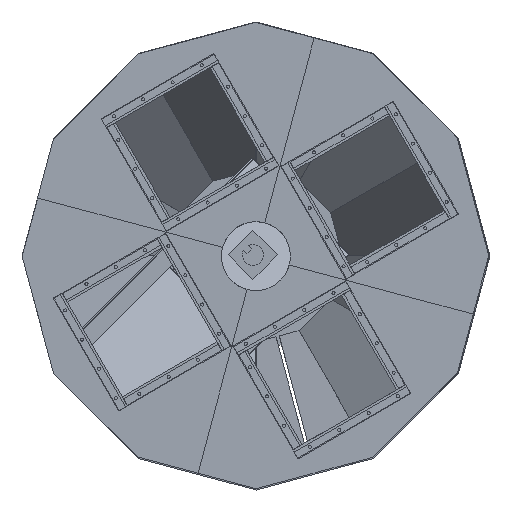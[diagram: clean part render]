
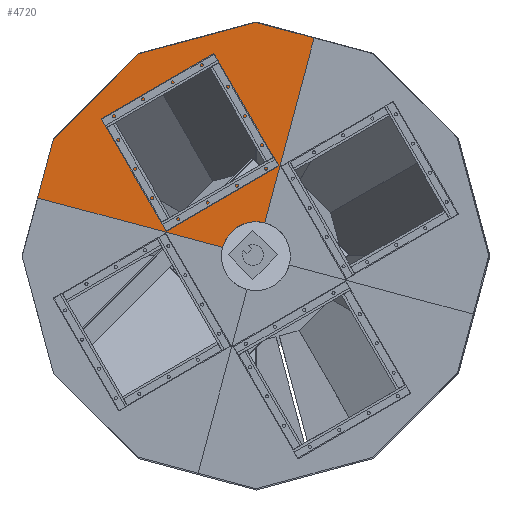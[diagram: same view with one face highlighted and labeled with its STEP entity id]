
A CAD part, front view. The second image highlights one B-rep face of the part: STEP entity #4720.
In plain terms, the highlighted free-form (B-spline) face has degree [1, 1] with [2, 2] control points.
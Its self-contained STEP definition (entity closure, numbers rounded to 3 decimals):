
#4505 = VERTEX_POINT('',#4506);
#4506 = CARTESIAN_POINT('',(85.798,1187.353,
    2977.852));
#4512 = EDGE_CURVE('',#4505,#4513,#4515,.T.);
#4513 = VERTEX_POINT('',#4514);
#4514 = CARTESIAN_POINT('',(396.685,1187.494,
    3157.841));
#4515 = ( BOUNDED_CURVE() B_SPLINE_CURVE(2,(#4516,#4517,#4518),
.UNSPECIFIED.,.F.,.F.) B_SPLINE_CURVE_WITH_KNOTS((3,3),(0.785,
2.356),.PIECEWISE_BEZIER_KNOTS.) CURVE() 
GEOMETRIC_REPRESENTATION_ITEM() RATIONAL_B_SPLINE_CURVE((1.,
0.707,1.)) REPRESENTATION_ITEM('') );
#4516 = CARTESIAN_POINT('',(85.798,1187.353,
    2977.852));
#4517 = CARTESIAN_POINT('',(151.247,1187.16,
    3223.29));
#4518 = CARTESIAN_POINT('',(396.685,1187.494,
    3157.841));
#4690 = EDGE_CURVE('',#4691,#4505,#4693,.T.);
#4691 = VERTEX_POINT('',#4692);
#4692 = CARTESIAN_POINT('',(-1276.722,1185.5,
    3341.183));
#4693 = B_SPLINE_CURVE_WITH_KNOTS('',1,(#4694,#4695),.UNSPECIFIED.,.F.,
  .F.,(2,2),(-1310.278,-200.),.PIECEWISE_BEZIER_KNOTS.);
#4694 = CARTESIAN_POINT('',(-1276.722,1185.5,
    3341.183));
#4695 = CARTESIAN_POINT('',(85.798,1187.353,
    2977.852));
#4720 = ADVANCED_FACE('',(#4721,#4751),#4788,.T.);
#4721 = FACE_BOUND('',#4722,.T.);
#4722 = EDGE_LOOP('',(#4723,#4732,#4739,#4746));
#4723 = ORIENTED_EDGE('',*,*,#4724,.F.);
#4724 = EDGE_CURVE('',#4725,#4727,#4729,.T.);
#4725 = VERTEX_POINT('',#4726);
#4726 = CARTESIAN_POINT('',(-705.009,1185.517,
    3897.441));
#4727 = VERTEX_POINT('',#4728);
#4728 = CARTESIAN_POINT('',(-300.923,1186.7,
    3199.481));
#4729 = B_SPLINE_CURVE_WITH_KNOTS('',1,(#4730,#4731),.UNSPECIFIED.,.F.,
  .F.,(2,2),(-635.,0.),.PIECEWISE_BEZIER_KNOTS.);
#4730 = CARTESIAN_POINT('',(-705.009,1185.517,
    3897.441));
#4731 = CARTESIAN_POINT('',(-300.923,1186.7,
    3199.481));
#4732 = ORIENTED_EDGE('',*,*,#4733,.F.);
#4733 = EDGE_CURVE('',#4734,#4725,#4736,.T.);
#4734 = VERTEX_POINT('',#4735);
#4735 = CARTESIAN_POINT('',(-7.049,1185.832,
    4301.528));
#4736 = B_SPLINE_CURVE_WITH_KNOTS('',1,(#4737,#4738),.UNSPECIFIED.,.F.,
  .F.,(2,2),(0.,635.),.PIECEWISE_BEZIER_KNOTS.);
#4737 = CARTESIAN_POINT('',(-7.049,1185.832,
    4301.528));
#4738 = CARTESIAN_POINT('',(-705.009,1185.517,
    3897.441));
#4739 = ORIENTED_EDGE('',*,*,#4740,.F.);
#4740 = EDGE_CURVE('',#4741,#4734,#4743,.T.);
#4741 = VERTEX_POINT('',#4742);
#4742 = CARTESIAN_POINT('',(397.037,1187.015,
    3603.568));
#4743 = B_SPLINE_CURVE_WITH_KNOTS('',1,(#4744,#4745),.UNSPECIFIED.,.F.,
  .F.,(2,2),(0.,635.),.PIECEWISE_BEZIER_KNOTS.);
#4744 = CARTESIAN_POINT('',(397.037,1187.015,
    3603.568));
#4745 = CARTESIAN_POINT('',(-7.049,1185.832,
    4301.528));
#4746 = ORIENTED_EDGE('',*,*,#4747,.F.);
#4747 = EDGE_CURVE('',#4727,#4741,#4748,.T.);
#4748 = B_SPLINE_CURVE_WITH_KNOTS('',1,(#4749,#4750),.UNSPECIFIED.,.F.,
  .F.,(2,2),(-635.,-0.),.PIECEWISE_BEZIER_KNOTS.);
#4749 = CARTESIAN_POINT('',(-300.923,1186.7,
    3199.481));
#4750 = CARTESIAN_POINT('',(397.037,1187.015,
    3603.568));
#4751 = FACE_BOUND('',#4752,.T.);
#4752 = EDGE_LOOP('',(#4753,#4760,#4761,#4762,#4769,#4776,#4783));
#4753 = ORIENTED_EDGE('',*,*,#4754,.T.);
#4754 = EDGE_CURVE('',#4755,#4691,#4757,.T.);
#4755 = VERTEX_POINT('',#4756);
#4756 = CARTESIAN_POINT('',(-1161.83,1185.161,
    3772.034));
#4757 = B_SPLINE_CURVE_WITH_KNOTS('',1,(#4758,#4759),.UNSPECIFIED.,.F.,
  .F.,(2,2),(0.,351.088),.PIECEWISE_BEZIER_KNOTS.);
#4758 = CARTESIAN_POINT('',(-1161.83,1185.161,
    3772.034));
#4759 = CARTESIAN_POINT('',(-1276.722,1185.5,
    3341.183));
#4760 = ORIENTED_EDGE('',*,*,#4690,.T.);
#4761 = ORIENTED_EDGE('',*,*,#4512,.T.);
#4762 = ORIENTED_EDGE('',*,*,#4763,.F.);
#4763 = EDGE_CURVE('',#4764,#4513,#4766,.T.);
#4764 = VERTEX_POINT('',#4765);
#4765 = CARTESIAN_POINT('',(760.017,1186.421,
    4520.362));
#4766 = B_SPLINE_CURVE_WITH_KNOTS('',1,(#4767,#4768),.UNSPECIFIED.,.F.,
  .F.,(2,2),(-1310.278,-200.),.PIECEWISE_BEZIER_KNOTS.);
#4767 = CARTESIAN_POINT('',(760.017,1186.421,
    4520.362));
#4768 = CARTESIAN_POINT('',(396.685,1187.494,
    3157.841));
#4769 = ORIENTED_EDGE('',*,*,#4770,.T.);
#4770 = EDGE_CURVE('',#4764,#4771,#4773,.T.);
#4771 = VERTEX_POINT('',#4772);
#4772 = CARTESIAN_POINT('',(329.166,1185.835,
    4635.253));
#4773 = B_SPLINE_CURVE_WITH_KNOTS('',1,(#4774,#4775),.UNSPECIFIED.,.F.,
  .F.,(2,2),(351.088,702.176),.PIECEWISE_BEZIER_KNOTS.);
#4774 = CARTESIAN_POINT('',(760.017,1186.421,
    4520.362));
#4775 = CARTESIAN_POINT('',(329.166,1185.835,
    4635.253));
#4776 = ORIENTED_EDGE('',*,*,#4777,.T.);
#4777 = EDGE_CURVE('',#4771,#4778,#4780,.T.);
#4778 = VERTEX_POINT('',#4779);
#4779 = CARTESIAN_POINT('',(-531.982,1185.159,
    4403.399));
#4780 = B_SPLINE_CURVE_WITH_KNOTS('',1,(#4781,#4782),.UNSPECIFIED.,.F.,
  .F.,(2,2),(0.,702.176),.PIECEWISE_BEZIER_KNOTS.);
#4781 = CARTESIAN_POINT('',(329.166,1185.835,
    4635.253));
#4782 = CARTESIAN_POINT('',(-531.982,1185.159,
    4403.399));
#4783 = ORIENTED_EDGE('',*,*,#4784,.T.);
#4784 = EDGE_CURVE('',#4778,#4755,#4785,.T.);
#4785 = B_SPLINE_CURVE_WITH_KNOTS('',1,(#4786,#4787),.UNSPECIFIED.,.F.,
  .F.,(2,2),(0.,702.176),.PIECEWISE_BEZIER_KNOTS.);
#4786 = CARTESIAN_POINT('',(-531.982,1185.159,
    4403.399));
#4787 = CARTESIAN_POINT('',(-1161.83,1185.161,
    3772.034));
#4788 = B_SPLINE_SURFACE_WITH_KNOTS('',1,1,(
    (#4789,#4790)
    ,(#4791,#4792
    )),.UNSPECIFIED.,.F.,.F.,.F.,(2,2),(2,2),(-926.507,
    926.507),(-1356.5,-141.421),
  .PIECEWISE_BEZIER_KNOTS.);
#4789 = CARTESIAN_POINT('',(486.388,1185.62,
    4992.989));
#4790 = CARTESIAN_POINT('',(1259.611,1187.884,
    3657.436));
#4791 = CARTESIAN_POINT('',(-1550.351,1184.699,
    3813.809));
#4792 = CARTESIAN_POINT('',(-777.128,1186.963,
    2478.257));
